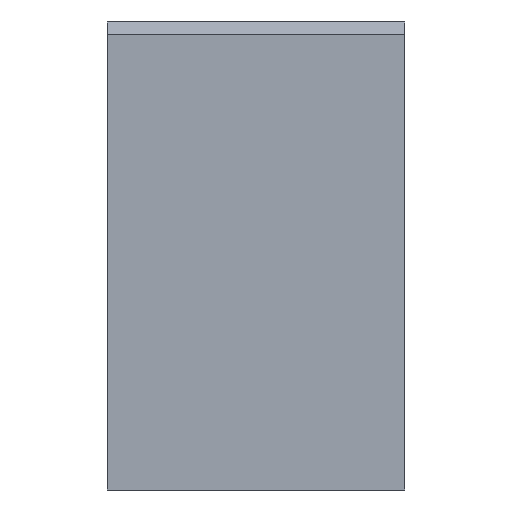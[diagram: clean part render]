
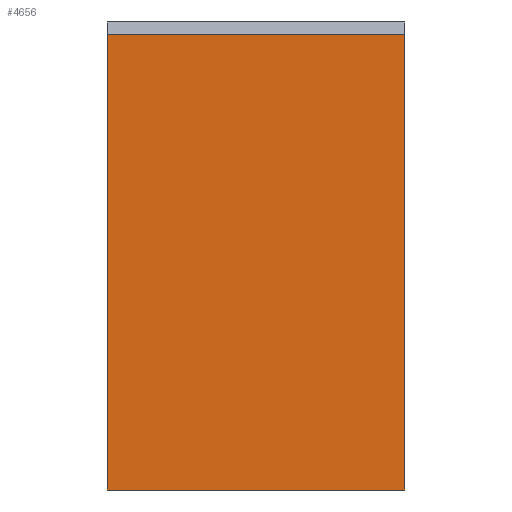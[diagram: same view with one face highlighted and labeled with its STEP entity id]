
A CAD part, left-side view. The second image highlights one B-rep face of the part: STEP entity #4656.
In plain terms, the highlighted planar face has unit normal (-1, 0, 0).
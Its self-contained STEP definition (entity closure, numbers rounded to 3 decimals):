
#267 = DIRECTION ( 'NONE',  ( 0., -1., 0. ) ) ;
#699 = DIRECTION ( 'NONE',  ( -1., 0., 0. ) ) ;
#779 = EDGE_CURVE ( 'NONE', #1188, #4853, #3074, .T. ) ;
#816 = CARTESIAN_POINT ( 'NONE',  ( -20., 20., 0. ) ) ;
#854 = AXIS2_PLACEMENT_3D ( 'NONE', #4167, #699, #1105 ) ;
#1105 = DIRECTION ( 'NONE',  ( 0., 0., 1. ) ) ;
#1159 = CARTESIAN_POINT ( 'NONE',  ( -20., 20., 0. ) ) ;
#1174 = VECTOR ( 'NONE', #3274, 1000. ) ;
#1188 = VERTEX_POINT ( 'NONE', #1159 ) ;
#1201 = CARTESIAN_POINT ( 'NONE',  ( -20., -20., 0. ) ) ;
#1312 = ORIENTED_EDGE ( 'NONE', *, *, #2628, .F. ) ;
#1342 = EDGE_CURVE ( 'NONE', #2713, #4894, #2209, .T. ) ;
#1395 = VECTOR ( 'NONE', #2353, 1000. ) ;
#1724 = LINE ( 'NONE', #1756, #1174 ) ;
#1756 = CARTESIAN_POINT ( 'NONE',  ( -20., -20., 61.34 ) ) ;
#1941 = CARTESIAN_POINT ( 'NONE',  ( -20., 20., 61.34 ) ) ;
#2209 = LINE ( 'NONE', #2906, #3833 ) ;
#2353 = DIRECTION ( 'NONE',  ( 0., -1., 0. ) ) ;
#2628 = EDGE_CURVE ( 'NONE', #4894, #4853, #1724, .T. ) ;
#2690 = ORIENTED_EDGE ( 'NONE', *, *, #1342, .F. ) ;
#2713 = VERTEX_POINT ( 'NONE', #1941 ) ;
#2906 = CARTESIAN_POINT ( 'NONE',  ( -20., 20., 61.34 ) ) ;
#3074 = LINE ( 'NONE', #816, #1395 ) ;
#3274 = DIRECTION ( 'NONE',  ( 0., 0., -1. ) ) ;
#3321 = LINE ( 'NONE', #4793, #4561 ) ;
#3365 = FACE_OUTER_BOUND ( 'NONE', #3402, .T. ) ;
#3402 = EDGE_LOOP ( 'NONE', ( #2690, #3521, #4594, #1312 ) ) ;
#3439 = CARTESIAN_POINT ( 'NONE',  ( -20., -20., 61.34 ) ) ;
#3521 = ORIENTED_EDGE ( 'NONE', *, *, #4183, .T. ) ;
#3674 = DIRECTION ( 'NONE',  ( 0., 0., -1. ) ) ;
#3833 = VECTOR ( 'NONE', #267, 1000. ) ;
#4167 = CARTESIAN_POINT ( 'NONE',  ( -20., 20., 61.34 ) ) ;
#4183 = EDGE_CURVE ( 'NONE', #2713, #1188, #3321, .T. ) ;
#4561 = VECTOR ( 'NONE', #3674, 1000. ) ;
#4563 = PLANE ( 'NONE',  #854 ) ;
#4594 = ORIENTED_EDGE ( 'NONE', *, *, #779, .T. ) ;
#4656 = ADVANCED_FACE ( 'NONE', ( #3365 ), #4563, .T. ) ;
#4793 = CARTESIAN_POINT ( 'NONE',  ( -20., 20., 61.34 ) ) ;
#4853 = VERTEX_POINT ( 'NONE', #1201 ) ;
#4894 = VERTEX_POINT ( 'NONE', #3439 ) ;
